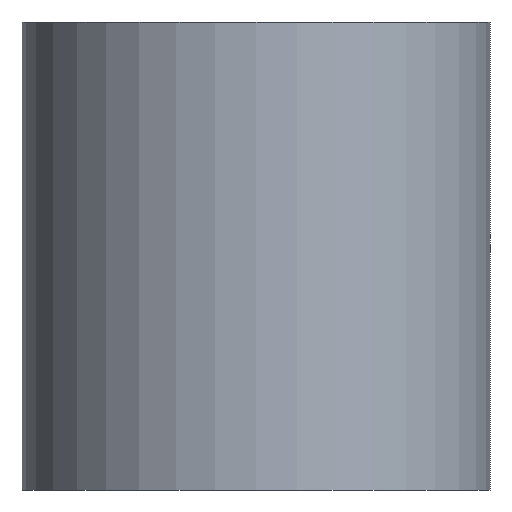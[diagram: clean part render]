
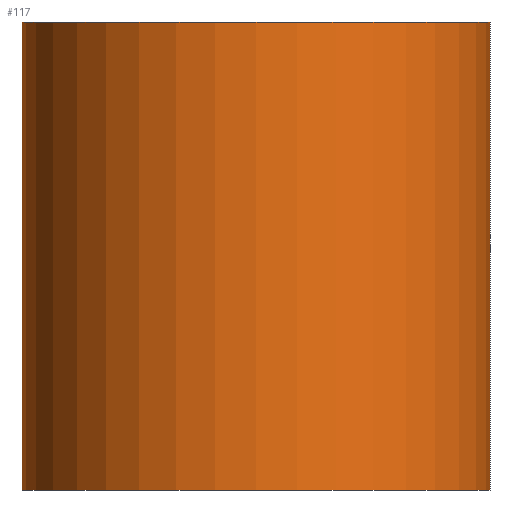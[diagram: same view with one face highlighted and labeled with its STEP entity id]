
A CAD part, front view. The second image highlights one B-rep face of the part: STEP entity #117.
In plain terms, the highlighted cylindrical face has radius 25 mm (diameter 50 mm), a partial arc.
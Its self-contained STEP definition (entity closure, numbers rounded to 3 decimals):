
#3 = DIRECTION ( 'NONE',  ( 0., 0., -1. ) ) ;
#14 = ORIENTED_EDGE ( 'NONE', *, *, #52, .T. ) ;
#16 = CARTESIAN_POINT ( 'NONE',  ( 0., 0., 50. ) ) ;
#25 = ORIENTED_EDGE ( 'NONE', *, *, #88, .T. ) ;
#28 = CARTESIAN_POINT ( 'NONE',  ( 0., 0., 0. ) ) ;
#31 = DIRECTION ( 'NONE',  ( 0., 0., 1. ) ) ;
#35 = EDGE_CURVE ( 'NONE', #111, #163, #82, .T. ) ;
#42 = ORIENTED_EDGE ( 'NONE', *, *, #57, .F. ) ;
#52 = EDGE_CURVE ( 'NONE', #119, #163, #62, .T. ) ;
#55 = CARTESIAN_POINT ( 'NONE',  ( -25., 0., 0. ) ) ;
#56 = LINE ( 'NONE', #87, #100 ) ;
#57 = EDGE_CURVE ( 'NONE', #169, #111, #170, .T. ) ;
#62 = CIRCLE ( 'NONE', #129, 25. ) ;
#67 = VECTOR ( 'NONE', #172, 1000. ) ;
#69 = FACE_OUTER_BOUND ( 'NONE', #99, .T. ) ;
#70 = DIRECTION ( 'NONE',  ( 0., 0., -1. ) ) ;
#82 = LINE ( 'NONE', #98, #67 ) ;
#84 = CYLINDRICAL_SURFACE ( 'NONE', #107, 25. ) ;
#87 = CARTESIAN_POINT ( 'NONE',  ( -25., 0., 50. ) ) ;
#88 = EDGE_CURVE ( 'NONE', #169, #119, #56, .T. ) ;
#93 = AXIS2_PLACEMENT_3D ( 'NONE', #124, #31, #122 ) ;
#98 = CARTESIAN_POINT ( 'NONE',  ( 25., 0., 50. ) ) ;
#99 = EDGE_LOOP ( 'NONE', ( #132, #42, #25, #14 ) ) ;
#100 = VECTOR ( 'NONE', #70, 1000. ) ;
#101 = CARTESIAN_POINT ( 'NONE',  ( -25., 0., 50. ) ) ;
#107 = AXIS2_PLACEMENT_3D ( 'NONE', #16, #3, #174 ) ;
#108 = DIRECTION ( 'NONE',  ( 1., 0., 0. ) ) ;
#110 = DIRECTION ( 'NONE',  ( 0., 0., 1. ) ) ;
#111 = VERTEX_POINT ( 'NONE', #158 ) ;
#117 = ADVANCED_FACE ( 'NONE', ( #69 ), #84, .T. ) ;
#119 = VERTEX_POINT ( 'NONE', #55 ) ;
#122 = DIRECTION ( 'NONE',  ( 1., 0., 0. ) ) ;
#124 = CARTESIAN_POINT ( 'NONE',  ( 0., 0., 50. ) ) ;
#129 = AXIS2_PLACEMENT_3D ( 'NONE', #28, #110, #108 ) ;
#132 = ORIENTED_EDGE ( 'NONE', *, *, #35, .F. ) ;
#136 = CARTESIAN_POINT ( 'NONE',  ( 25., 0., 0. ) ) ;
#158 = CARTESIAN_POINT ( 'NONE',  ( 25., 0., 50. ) ) ;
#163 = VERTEX_POINT ( 'NONE', #136 ) ;
#169 = VERTEX_POINT ( 'NONE', #101 ) ;
#170 = CIRCLE ( 'NONE', #93, 25. ) ;
#172 = DIRECTION ( 'NONE',  ( 0., 0., -1. ) ) ;
#174 = DIRECTION ( 'NONE',  ( -1., 0., 0. ) ) ;
